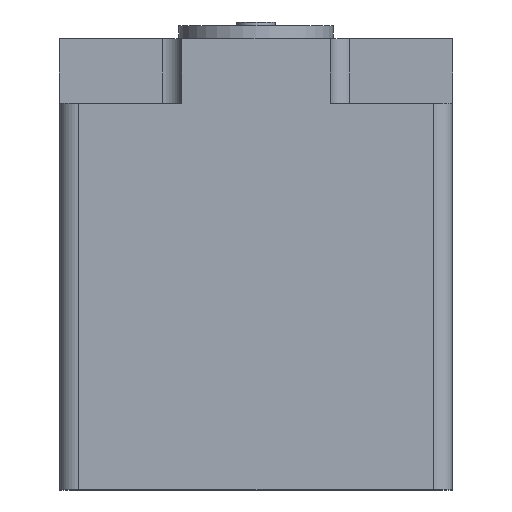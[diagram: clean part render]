
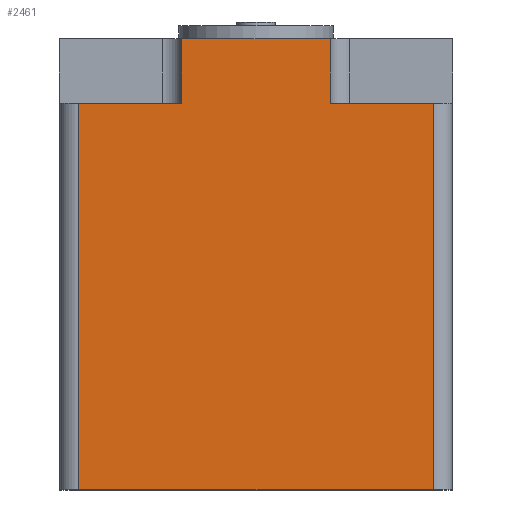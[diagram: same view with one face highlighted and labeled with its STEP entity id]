
A CAD part, front view. The second image highlights one B-rep face of the part: STEP entity #2461.
In plain terms, the highlighted planar face has unit normal (0, -1, 0).
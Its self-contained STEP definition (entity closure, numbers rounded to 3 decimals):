
#1492=CARTESIAN_POINT('',(9.5,0.,35.));
#1493=VERTEX_POINT('',#1492);
#1510=CARTESIAN_POINT('',(9.5,0.,30.0));
#1511=VERTEX_POINT('',#1510);
#1518=CARTESIAN_POINT('',(9.5,0.,30.0));
#1519=DIRECTION('',(0.0,0.0,1.0));
#1520=VECTOR('',#1519,5.);
#1521=LINE('',#1518,#1520);
#1522=EDGE_CURVE('',#1511,#1493,#1521,.T.);
#1877=CARTESIAN_POINT('',(21.,0.,35.));
#1878=VERTEX_POINT('',#1877);
#1885=CARTESIAN_POINT('',(21.,0.,30.0));
#1886=VERTEX_POINT('',#1885);
#1887=CARTESIAN_POINT('',(21.,0.,30.0));
#1888=DIRECTION('',(0.0,0.0,1.0));
#1889=VECTOR('',#1888,5.);
#1890=LINE('',#1887,#1889);
#1891=EDGE_CURVE('',#1886,#1878,#1890,.T.);
#1908=CARTESIAN_POINT('',(21.,0.,35.0));
#1909=DIRECTION('',(-1.0,0.0,0.0));
#1910=VECTOR('',#1909,11.5);
#1911=LINE('',#1908,#1910);
#1912=EDGE_CURVE('',#1878,#1493,#1911,.T.);
#1955=CARTESIAN_POINT('',(29.,0.,30.0));
#1956=VERTEX_POINT('',#1955);
#1957=CARTESIAN_POINT('',(29.,0.,30.0));
#1958=DIRECTION('',(-1.0,0.0,0.0));
#1959=VECTOR('',#1958,8.);
#1960=LINE('',#1957,#1959);
#1961=EDGE_CURVE('',#1956,#1886,#1960,.T.);
#2073=CARTESIAN_POINT('',(1.5,0.,30.0));
#2074=VERTEX_POINT('',#2073);
#2082=CARTESIAN_POINT('',(9.5,0.,30.0));
#2083=DIRECTION('',(-1.0,0.0,0.0));
#2084=VECTOR('',#2083,8.);
#2085=LINE('',#2082,#2084);
#2086=EDGE_CURVE('',#1511,#2074,#2085,.T.);
#2415=CARTESIAN_POINT('',(29.,0.0,0.0));
#2416=VERTEX_POINT('',#2415);
#2417=CARTESIAN_POINT('',(29.,0.0,0.0));
#2418=DIRECTION('',(0.0,0.0,1.0));
#2419=VECTOR('',#2418,30.0);
#2420=LINE('',#2417,#2419);
#2421=EDGE_CURVE('',#2416,#1956,#2420,.T.);
#2434=CARTESIAN_POINT('',(29.,0.0,0.0));
#2435=DIRECTION('',(0.0,-1.0,0.0));
#2436=DIRECTION('',(0.0,0.0,-1.0));
#2437=AXIS2_PLACEMENT_3D('',#2434,#2435,#2436);
#2438=PLANE('',#2437);
#2439=ORIENTED_EDGE('',*,*,#1961,.T.);
#2440=ORIENTED_EDGE('',*,*,#1891,.T.);
#2441=ORIENTED_EDGE('',*,*,#1912,.T.);
#2442=ORIENTED_EDGE('',*,*,#1522,.F.);
#2443=ORIENTED_EDGE('',*,*,#2086,.T.);
#2444=CARTESIAN_POINT('',(1.5,0.0,0.0));
#2445=VERTEX_POINT('',#2444);
#2446=CARTESIAN_POINT('',(1.5,0.0,0.0));
#2447=DIRECTION('',(0.0,0.0,1.0));
#2448=VECTOR('',#2447,30.0);
#2449=LINE('',#2446,#2448);
#2450=EDGE_CURVE('',#2445,#2074,#2449,.T.);
#2451=ORIENTED_EDGE('',*,*,#2450,.F.);
#2452=CARTESIAN_POINT('',(1.5,0.0,0.0));
#2453=DIRECTION('',(1.0,0.0,0.0));
#2454=VECTOR('',#2453,27.5);
#2455=LINE('',#2452,#2454);
#2456=EDGE_CURVE('',#2445,#2416,#2455,.T.);
#2457=ORIENTED_EDGE('',*,*,#2456,.T.);
#2458=ORIENTED_EDGE('',*,*,#2421,.T.);
#2459=EDGE_LOOP('',(#2439,#2440,#2441,#2442,#2443,#2451,#2457,#2458));
#2460=FACE_OUTER_BOUND('',#2459,.T.);
#2461=ADVANCED_FACE('',(#2460),#2438,.T.);
